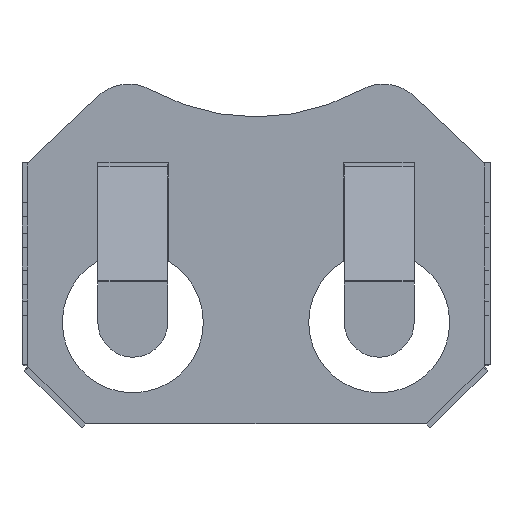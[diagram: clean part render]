
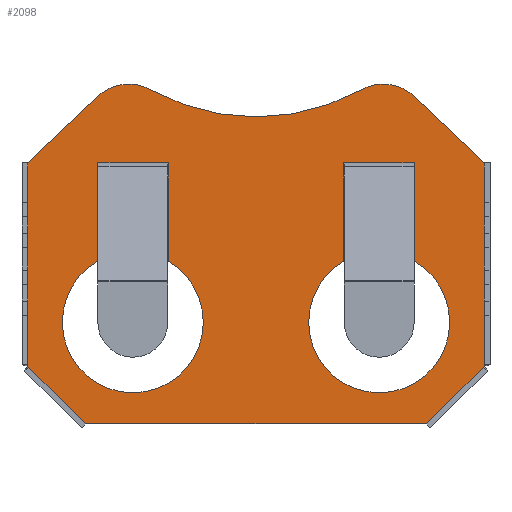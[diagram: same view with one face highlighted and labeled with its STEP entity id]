
A CAD part, front view. The second image highlights one B-rep face of the part: STEP entity #2098.
In plain terms, the highlighted planar face has unit normal (0, -1, 0).
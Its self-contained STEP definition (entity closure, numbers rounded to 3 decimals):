
#236=DIRECTION('',(0.,0.,-1.));
#237=VECTOR('',#236,9.075);
#238=CARTESIAN_POINT('',(-10.287,1.397,0.));
#239=LINE('',#238,#237);
#240=DIRECTION('',(-0.725,0.,-0.688));
#241=VECTOR('',#240,4.355);
#242=CARTESIAN_POINT('',(-7.128,1.397,2.998));
#243=LINE('',#242,#241);
#244=CARTESIAN_POINT('',(-5.729,1.397,1.524));
#245=DIRECTION('',(0.,-1.,0.));
#246=DIRECTION('',(0.,0.,1.));
#247=AXIS2_PLACEMENT_3D('',#244,#245,#246);
#249=CARTESIAN_POINT('',(-5.729,1.397,1.524));
#250=DIRECTION('',(0.,-1.,0.));
#251=DIRECTION('',(0.485,0.,0.874));
#252=AXIS2_PLACEMENT_3D('',#249,#250,#251);
#254=CARTESIAN_POINT('',(0.,1.397,11.852));
#255=DIRECTION('',(0.,1.,0.));
#256=DIRECTION('',(0.485,0.,-0.874));
#257=AXIS2_PLACEMENT_3D('',#254,#255,#256);
#259=CARTESIAN_POINT('',(5.729,1.397,1.524));
#260=DIRECTION('',(0.,-1.,0.));
#261=DIRECTION('',(0.,0.,1.));
#262=AXIS2_PLACEMENT_3D('',#259,#260,#261);
#264=CARTESIAN_POINT('',(5.729,1.397,1.524));
#265=DIRECTION('',(0.,-1.,0.));
#266=DIRECTION('',(0.688,0.,0.725));
#267=AXIS2_PLACEMENT_3D('',#264,#265,#266);
#269=DIRECTION('',(-0.725,0.,0.688));
#270=VECTOR('',#269,4.355);
#271=CARTESIAN_POINT('',(10.287,1.397,0.));
#272=LINE('',#271,#270);
#273=DIRECTION('',(0.707,0.,0.707));
#274=VECTOR('',#273,0.069);
#275=CARTESIAN_POINT('',(10.238,1.397,-9.193));
#276=LINE('',#275,#274);
#277=DIRECTION('',(0.707,0.,0.707));
#278=VECTOR('',#277,3.629);
#279=CARTESIAN_POINT('',(7.673,1.397,-11.758));
#280=LINE('',#279,#278);
#281=DIRECTION('',(1.,0.,0.));
#282=VECTOR('',#281,15.345);
#283=CARTESIAN_POINT('',(-7.673,1.397,-11.758));
#284=LINE('',#283,#282);
#285=DIRECTION('',(0.707,0.,-0.707));
#286=VECTOR('',#285,3.629);
#287=CARTESIAN_POINT('',(-10.238,1.397,-9.193));
#288=LINE('',#287,#286);
#289=DIRECTION('',(0.707,0.,-0.707));
#290=VECTOR('',#289,0.069);
#291=CARTESIAN_POINT('',(-10.287,1.397,-9.144));
#292=LINE('',#291,#290);
#293=CARTESIAN_POINT('',(-5.549,1.397,-7.176));
#294=DIRECTION('',(0.,1.,0.));
#295=DIRECTION('',(0.,0.,-1.));
#296=AXIS2_PLACEMENT_3D('',#293,#294,#295);
#298=CARTESIAN_POINT('',(-5.549,1.397,-7.176));
#299=DIRECTION('',(0.,1.,0.));
#300=DIRECTION('',(0.5,0.,0.866));
#301=AXIS2_PLACEMENT_3D('',#298,#299,#300);
#303=DIRECTION('',(0.,0.,-1.));
#304=VECTOR('',#303,4.426);
#305=CARTESIAN_POINT('',(7.137,1.397,0.));
#306=LINE('',#305,#304);
#307=DIRECTION('',(1.,0.,0.));
#308=VECTOR('',#307,0.013);
#309=CARTESIAN_POINT('',(7.124,1.397,0.));
#310=LINE('',#309,#308);
#311=DIRECTION('',(1.,0.,0.));
#312=VECTOR('',#311,0.013);
#313=CARTESIAN_POINT('',(3.962,1.397,0.));
#314=LINE('',#313,#312);
#315=DIRECTION('',(0.,0.,1.));
#316=VECTOR('',#315,4.426);
#317=CARTESIAN_POINT('',(3.962,1.397,-4.426));
#318=LINE('',#317,#316);
#319=CARTESIAN_POINT('',(5.549,1.397,-7.176));
#320=DIRECTION('',(0.,1.,0.));
#321=DIRECTION('',(0.,0.,-1.));
#322=AXIS2_PLACEMENT_3D('',#319,#320,#321);
#324=CARTESIAN_POINT('',(5.549,1.397,-7.176));
#325=DIRECTION('',(0.,1.,0.));
#326=DIRECTION('',(0.5,0.,0.866));
#327=AXIS2_PLACEMENT_3D('',#324,#325,#326);
#333=DIRECTION('',(0.,0.,1.));
#334=VECTOR('',#333,0.069);
#335=CARTESIAN_POINT('',(-10.287,1.397,-9.144));
#336=LINE('',#335,#334);
#556=DIRECTION('',(0.,0.,-1.));
#557=VECTOR('',#556,9.075);
#558=CARTESIAN_POINT('',(10.287,1.397,0.));
#559=LINE('',#558,#557);
#684=DIRECTION('',(0.,0.,-1.));
#685=VECTOR('',#684,0.069);
#686=CARTESIAN_POINT('',(10.287,1.397,-9.075));
#687=LINE('',#686,#685);
#992=DIRECTION('',(0.,0.,-1.));
#993=VECTOR('',#992,4.426);
#994=CARTESIAN_POINT('',(-7.137,1.397,0.));
#995=LINE('',#994,#993);
#1008=DIRECTION('',(0.,0.,1.));
#1009=VECTOR('',#1008,4.426);
#1010=CARTESIAN_POINT('',(-3.962,1.397,-4.426));
#1011=LINE('',#1010,#1009);
#1012=DIRECTION('',(-1.,0.,0.));
#1013=VECTOR('',#1012,0.013);
#1014=CARTESIAN_POINT('',(-3.962,1.397,0.));
#1015=LINE('',#1014,#1013);
#1123=DIRECTION('',(-1.,0.,0.));
#1124=VECTOR('',#1123,0.013);
#1125=CARTESIAN_POINT('',(-7.124,1.397,0.));
#1126=LINE('',#1125,#1124);
#1127=DIRECTION('',(-1.,0.,0.));
#1128=VECTOR('',#1127,3.15);
#1129=CARTESIAN_POINT('',(-3.975,1.397,0.));
#1130=LINE('',#1129,#1128);
#1376=DIRECTION('',(-1.,0.,0.));
#1377=VECTOR('',#1376,3.15);
#1378=CARTESIAN_POINT('',(7.124,1.397,0.));
#1379=LINE('',#1378,#1377);
#1524=CARTESIAN_POINT('',(-3.962,1.397,-4.426));
#1525=CARTESIAN_POINT('',(-3.962,1.397,0.));
#1526=VERTEX_POINT('',#1524);
#1527=VERTEX_POINT('',#1525);
#1540=CARTESIAN_POINT('',(-3.975,1.397,0.));
#1541=CARTESIAN_POINT('',(-7.124,1.397,0.));
#1542=VERTEX_POINT('',#1540);
#1543=VERTEX_POINT('',#1541);
#1545=CARTESIAN_POINT('',(-10.238,1.397,-9.193));
#1547=VERTEX_POINT('',#1545);
#1556=CARTESIAN_POINT('',(5.729,1.397,3.556));
#1557=CARTESIAN_POINT('',(4.743,1.397,3.301));
#1558=VERTEX_POINT('',#1556);
#1559=VERTEX_POINT('',#1557);
#1561=CARTESIAN_POINT('',(-7.137,1.397,0.));
#1563=VERTEX_POINT('',#1561);
#1598=CARTESIAN_POINT('',(10.287,1.397,0.));
#1599=CARTESIAN_POINT('',(7.128,1.397,2.998));
#1600=VERTEX_POINT('',#1598);
#1601=VERTEX_POINT('',#1599);
#1606=CARTESIAN_POINT('',(7.673,1.397,-11.758));
#1607=CARTESIAN_POINT('',(10.238,1.397,-9.193));
#1608=VERTEX_POINT('',#1606);
#1609=VERTEX_POINT('',#1607);
#1628=CARTESIAN_POINT('',(3.962,1.397,0.));
#1629=VERTEX_POINT('',#1628);
#1638=CARTESIAN_POINT('',(-7.673,1.397,-11.758));
#1640=VERTEX_POINT('',#1638);
#1664=CARTESIAN_POINT('',(-5.729,1.397,3.556));
#1665=CARTESIAN_POINT('',(-7.128,1.397,2.998));
#1666=VERTEX_POINT('',#1664);
#1667=VERTEX_POINT('',#1665);
#1670=CARTESIAN_POINT('',(-10.287,1.397,0.));
#1672=VERTEX_POINT('',#1670);
#1688=CARTESIAN_POINT('',(-7.137,1.397,-4.426));
#1689=VERTEX_POINT('',#1688);
#1700=CARTESIAN_POINT('',(7.124,1.397,0.));
#1701=CARTESIAN_POINT('',(3.975,1.397,0.));
#1702=VERTEX_POINT('',#1700);
#1703=VERTEX_POINT('',#1701);
#1713=CARTESIAN_POINT('',(3.962,1.397,-4.426));
#1714=VERTEX_POINT('',#1713);
#1723=CARTESIAN_POINT('',(10.287,1.397,-9.075));
#1724=CARTESIAN_POINT('',(10.287,1.397,-9.144));
#1725=VERTEX_POINT('',#1723);
#1726=VERTEX_POINT('',#1724);
#1749=CARTESIAN_POINT('',(7.137,1.397,-4.426));
#1751=VERTEX_POINT('',#1749);
#1813=CARTESIAN_POINT('',(-10.287,1.397,-9.075));
#1814=VERTEX_POINT('',#1813);
#1815=CARTESIAN_POINT('',(7.137,1.397,0.));
#1816=VERTEX_POINT('',#1815);
#1825=CARTESIAN_POINT('',(-10.287,1.397,-9.144));
#1826=VERTEX_POINT('',#1825);
#1859=CARTESIAN_POINT('',(-4.743,1.397,3.301));
#1860=VERTEX_POINT('',#1859);
#1861=CARTESIAN_POINT('',(-5.549,1.397,-10.351));
#1862=VERTEX_POINT('',#1861);
#1863=CARTESIAN_POINT('',(5.549,1.397,-10.351));
#1864=VERTEX_POINT('',#1863);
#2028=CARTESIAN_POINT('',(0.,1.397,11.852));
#2029=DIRECTION('',(0.,-1.,0.));
#2030=DIRECTION('',(0.,0.,-1.));
#2031=AXIS2_PLACEMENT_3D('',#2028,#2029,#2030);
#2032=PLANE('',#2031);
#2034=ORIENTED_EDGE('',*,*,#2033,.T.);
#2036=ORIENTED_EDGE('',*,*,#2035,.F.);
#2038=ORIENTED_EDGE('',*,*,#2037,.F.);
#2040=ORIENTED_EDGE('',*,*,#2039,.F.);
#2042=ORIENTED_EDGE('',*,*,#2041,.F.);
#2044=ORIENTED_EDGE('',*,*,#2043,.F.);
#2046=ORIENTED_EDGE('',*,*,#2045,.F.);
#2048=ORIENTED_EDGE('',*,*,#2047,.F.);
#2050=ORIENTED_EDGE('',*,*,#2049,.F.);
#2052=ORIENTED_EDGE('',*,*,#2051,.T.);
#2054=ORIENTED_EDGE('',*,*,#2053,.T.);
#2056=ORIENTED_EDGE('',*,*,#2055,.F.);
#2058=ORIENTED_EDGE('',*,*,#2057,.F.);
#2060=ORIENTED_EDGE('',*,*,#2059,.F.);
#2062=ORIENTED_EDGE('',*,*,#2061,.F.);
#2063=ORIENTED_EDGE('',*,*,#2018,.F.);
#2064=EDGE_LOOP('',(#2034,#2036,#2038,#2040,#2042,#2044,#2046,#2048,#2050,#2052,
#2054,#2056,#2058,#2060,#2062,#2063));
#2065=FACE_OUTER_BOUND('',#2064,.F.);
#2067=ORIENTED_EDGE('',*,*,#2066,.T.);
#2069=ORIENTED_EDGE('',*,*,#2068,.F.);
#2071=ORIENTED_EDGE('',*,*,#2070,.F.);
#2073=ORIENTED_EDGE('',*,*,#2072,.T.);
#2075=ORIENTED_EDGE('',*,*,#2074,.T.);
#2077=ORIENTED_EDGE('',*,*,#2076,.T.);
#2079=ORIENTED_EDGE('',*,*,#2078,.T.);
#2080=EDGE_LOOP('',(#2067,#2069,#2071,#2073,#2075,#2077,#2079));
#2081=FACE_BOUND('',#2080,.F.);
#2083=ORIENTED_EDGE('',*,*,#2082,.F.);
#2085=ORIENTED_EDGE('',*,*,#2084,.F.);
#2087=ORIENTED_EDGE('',*,*,#2086,.T.);
#2089=ORIENTED_EDGE('',*,*,#2088,.F.);
#2091=ORIENTED_EDGE('',*,*,#2090,.F.);
#2093=ORIENTED_EDGE('',*,*,#2092,.F.);
#2095=ORIENTED_EDGE('',*,*,#2094,.F.);
#2096=EDGE_LOOP('',(#2083,#2085,#2087,#2089,#2091,#2093,#2095));
#2097=FACE_BOUND('',#2096,.F.);
#248=CIRCLE('',#247,2.032);
#253=CIRCLE('',#252,2.032);
#258=CIRCLE('',#257,9.779);
#263=CIRCLE('',#262,2.032);
#268=CIRCLE('',#267,2.032);
#297=CIRCLE('',#296,3.175);
#302=CIRCLE('',#301,3.175);
#323=CIRCLE('',#322,3.175);
#328=CIRCLE('',#327,3.175);
#2018=EDGE_CURVE('',#1826,#1547,#292,.T.);
#2033=EDGE_CURVE('',#1826,#1814,#336,.T.);
#2035=EDGE_CURVE('',#1672,#1814,#239,.T.);
#2037=EDGE_CURVE('',#1667,#1672,#243,.T.);
#2039=EDGE_CURVE('',#1666,#1667,#248,.T.);
#2041=EDGE_CURVE('',#1860,#1666,#253,.T.);
#2043=EDGE_CURVE('',#1559,#1860,#258,.T.);
#2045=EDGE_CURVE('',#1558,#1559,#263,.T.);
#2047=EDGE_CURVE('',#1601,#1558,#268,.T.);
#2049=EDGE_CURVE('',#1600,#1601,#272,.T.);
#2051=EDGE_CURVE('',#1600,#1725,#559,.T.);
#2053=EDGE_CURVE('',#1725,#1726,#687,.T.);
#2055=EDGE_CURVE('',#1609,#1726,#276,.T.);
#2057=EDGE_CURVE('',#1608,#1609,#280,.T.);
#2059=EDGE_CURVE('',#1640,#1608,#284,.T.);
#2061=EDGE_CURVE('',#1547,#1640,#288,.T.);
#2066=EDGE_CURVE('',#1563,#1689,#995,.T.);
#2068=EDGE_CURVE('',#1862,#1689,#297,.T.);
#2070=EDGE_CURVE('',#1526,#1862,#302,.T.);
#2072=EDGE_CURVE('',#1526,#1527,#1011,.T.);
#2074=EDGE_CURVE('',#1527,#1542,#1015,.T.);
#2076=EDGE_CURVE('',#1542,#1543,#1130,.T.);
#2078=EDGE_CURVE('',#1543,#1563,#1126,.T.);
#2082=EDGE_CURVE('',#1816,#1751,#306,.T.);
#2084=EDGE_CURVE('',#1702,#1816,#310,.T.);
#2086=EDGE_CURVE('',#1702,#1703,#1379,.T.);
#2088=EDGE_CURVE('',#1629,#1703,#314,.T.);
#2090=EDGE_CURVE('',#1714,#1629,#318,.T.);
#2092=EDGE_CURVE('',#1864,#1714,#323,.T.);
#2094=EDGE_CURVE('',#1751,#1864,#328,.T.);
#2098=ADVANCED_FACE('',(#2065,#2081,#2097),#2032,.T.);
